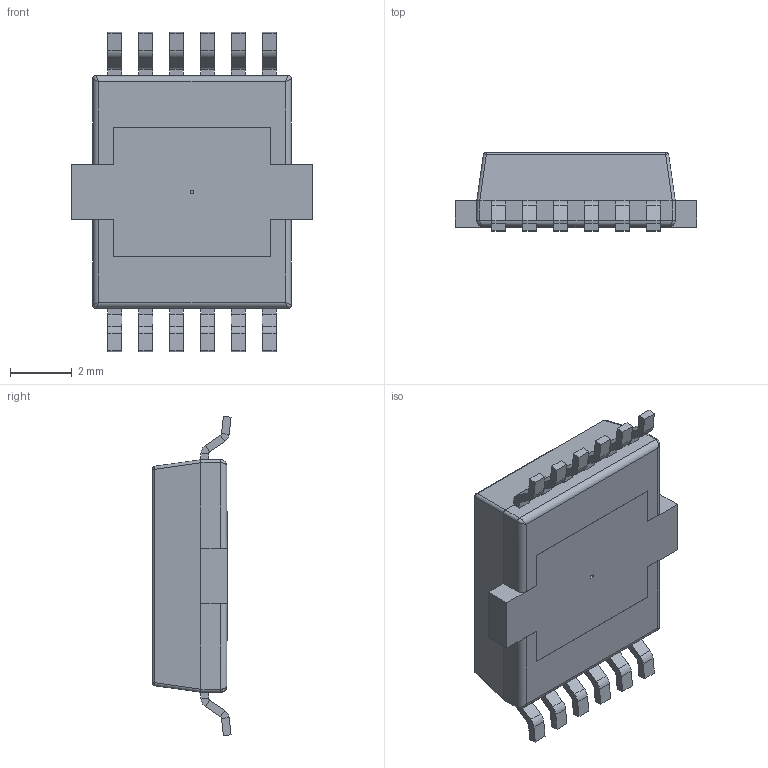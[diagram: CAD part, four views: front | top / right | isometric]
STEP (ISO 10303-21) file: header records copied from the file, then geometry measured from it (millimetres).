
FILE_DESCRIPTION (( 'STEP AP214' ), '1' );
FILE_NAME ('IFX9201SG-.STEP', '2020-08-15T04:35:01', ( '' ), ( '' ), 'SwSTEP 2.0', 'SolidWorks 2019', '' );
FILE_SCHEMA (( 'AUTOMOTIVE_DESIGN' ));
Length unit declared in the file: millimetre
Products named in the file (1): IFX9201SG-
Bounding box: 7.8 x 2.52 x 10.33 mm (x, y, z)
Volume: 115.1 mm3; surface area: 190.3 mm2
Topology: 1 solids, 1 shells, 435 faces, 1021 edges, 598 vertices
Faces by surface type: plane 294, bspline 71, cylinder 70
Entity records: 16070 total; most frequent: CARTESIAN_POINT 6158, ORIENTED_EDGE 2034, DIRECTION 1715, EDGE_CURVE 1017, LINE 741, VECTOR 741, VERTEX_POINT 598, AXIS2_PLACEMENT_3D 487
